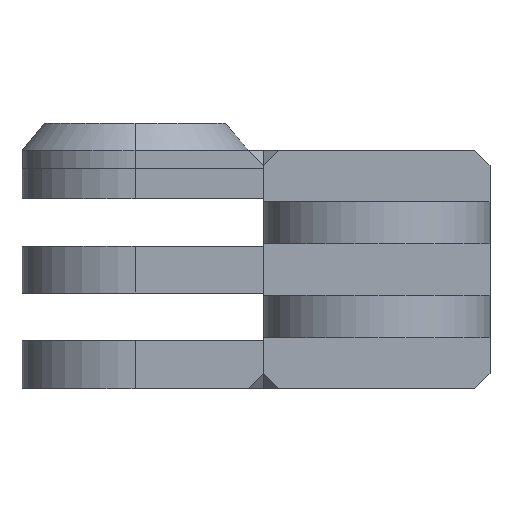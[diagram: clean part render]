
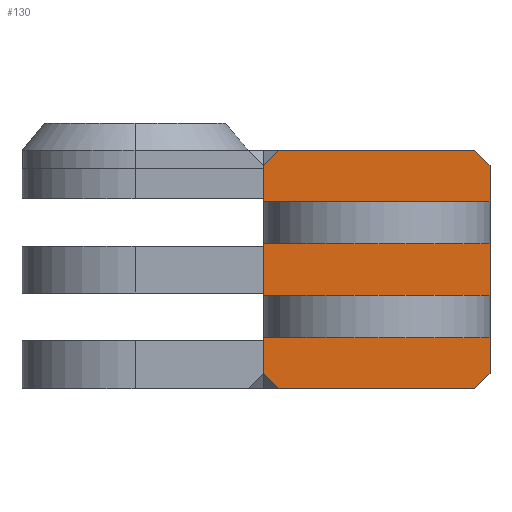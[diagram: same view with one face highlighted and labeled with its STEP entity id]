
A CAD part, front view. The second image highlights one B-rep face of the part: STEP entity #130.
In plain terms, the highlighted planar face has unit normal (0, -1, 0).
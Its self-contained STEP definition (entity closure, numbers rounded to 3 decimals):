
#130=ADVANCED_FACE('',(#269),#2033,.T.);
#269=FACE_OUTER_BOUND('',#408,.T.);
#408=EDGE_LOOP('',(#565,#566,#567,#568,#569,#570,#571,#572));
#565=ORIENTED_EDGE('',*,*,#1285,.F.);
#566=ORIENTED_EDGE('',*,*,#1218,.T.);
#567=ORIENTED_EDGE('',*,*,#1281,.F.);
#568=ORIENTED_EDGE('',*,*,#1215,.F.);
#569=ORIENTED_EDGE('',*,*,#1280,.F.);
#570=ORIENTED_EDGE('',*,*,#1217,.F.);
#571=ORIENTED_EDGE('',*,*,#1283,.F.);
#572=ORIENTED_EDGE('',*,*,#1216,.T.);
#1215=EDGE_CURVE('',#1812,#1811,#1540,.T.);
#1216=EDGE_CURVE('',#1814,#1813,#1541,.T.);
#1217=EDGE_CURVE('',#1816,#1815,#1542,.T.);
#1218=EDGE_CURVE('',#1818,#1817,#1543,.T.);
#1280=EDGE_CURVE('',#1815,#1812,#1605,.T.);
#1281=EDGE_CURVE('',#1811,#1817,#1606,.T.);
#1283=EDGE_CURVE('',#1814,#1816,#1608,.T.);
#1285=EDGE_CURVE('',#1818,#1813,#1610,.T.);
#1540=B_SPLINE_CURVE_WITH_KNOTS('',1,(#2551,#2552),.UNSPECIFIED.,.F.,.F.,
(2,2),(1.,14.),.UNSPECIFIED.);
#1541=B_SPLINE_CURVE_WITH_KNOTS('',1,(#2553,#2554),.UNSPECIFIED.,.F.,.F.,
(2,2),(1.,14.),.UNSPECIFIED.);
#1542=B_SPLINE_CURVE_WITH_KNOTS('',1,(#2555,#2556),.UNSPECIFIED.,.F.,.F.,
(2,2),(47.119,61.181),.UNSPECIFIED.);
#1543=B_SPLINE_CURVE_WITH_KNOTS('',1,(#2557,#2558),.UNSPECIFIED.,.F.,.F.,
(2,2),(47.119,61.181),.UNSPECIFIED.);
#1605=B_SPLINE_CURVE_WITH_KNOTS('',1,(#2681,#2682),.UNSPECIFIED.,.F.,.F.,
(2,2),(0.,1.732),.UNSPECIFIED.);
#1606=B_SPLINE_CURVE_WITH_KNOTS('',1,(#2683,#2684),.UNSPECIFIED.,.F.,.F.,
(2,2),(-1.732,0.),.UNSPECIFIED.);
#1608=B_SPLINE_CURVE_WITH_KNOTS('',1,(#2687,#2688),.UNSPECIFIED.,.F.,.F.,
(2,2),(-1.732,0.),.UNSPECIFIED.);
#1610=B_SPLINE_CURVE_WITH_KNOTS('',1,(#2691,#2692),.UNSPECIFIED.,.F.,.F.,
(2,2),(0.,1.732),.UNSPECIFIED.);
#1811=VERTEX_POINT('',#2471);
#1812=VERTEX_POINT('',#2472);
#1813=VERTEX_POINT('',#2473);
#1814=VERTEX_POINT('',#2474);
#1815=VERTEX_POINT('',#2475);
#1816=VERTEX_POINT('',#2476);
#1817=VERTEX_POINT('',#2477);
#1818=VERTEX_POINT('',#2478);
#2033=PLANE('',#2155);
#2155=AXIS2_PLACEMENT_3D('',#2365,#2260,$);
#2260=DIRECTION('',(0.,-1.,0.));
#2365=CARTESIAN_POINT('',(1679.506,-136.05,-5.272));
#2471=CARTESIAN_POINT('',(1693.506,-136.05,10.528));
#2472=CARTESIAN_POINT('',(1680.506,-136.05,10.528));
#2473=CARTESIAN_POINT('',(1693.506,-136.05,-5.272));
#2474=CARTESIAN_POINT('',(1680.506,-136.05,-5.272));
#2475=CARTESIAN_POINT('',(1679.506,-136.05,9.528));
#2476=CARTESIAN_POINT('',(1679.506,-136.05,-4.272));
#2477=CARTESIAN_POINT('',(1694.506,-136.05,9.528));
#2478=CARTESIAN_POINT('',(1694.506,-136.05,-4.272));
#2551=CARTESIAN_POINT('',(1680.506,-136.05,10.528));
#2552=CARTESIAN_POINT('',(1693.506,-136.05,10.528));
#2553=CARTESIAN_POINT('',(1680.506,-136.05,-5.272));
#2554=CARTESIAN_POINT('',(1693.506,-136.05,-5.272));
#2555=CARTESIAN_POINT('',(1679.506,-136.05,-4.272));
#2556=CARTESIAN_POINT('',(1679.506,-136.05,9.528));
#2557=CARTESIAN_POINT('',(1694.506,-136.05,-4.272));
#2558=CARTESIAN_POINT('',(1694.506,-136.05,9.528));
#2681=CARTESIAN_POINT('',(1679.506,-136.05,9.528));
#2682=CARTESIAN_POINT('',(1680.506,-136.05,10.528));
#2683=CARTESIAN_POINT('',(1693.506,-136.05,10.528));
#2684=CARTESIAN_POINT('',(1694.506,-136.05,9.528));
#2687=CARTESIAN_POINT('',(1680.506,-136.05,-5.272));
#2688=CARTESIAN_POINT('',(1679.506,-136.05,-4.272));
#2691=CARTESIAN_POINT('',(1694.506,-136.05,-4.272));
#2692=CARTESIAN_POINT('',(1693.506,-136.05,-5.272));
